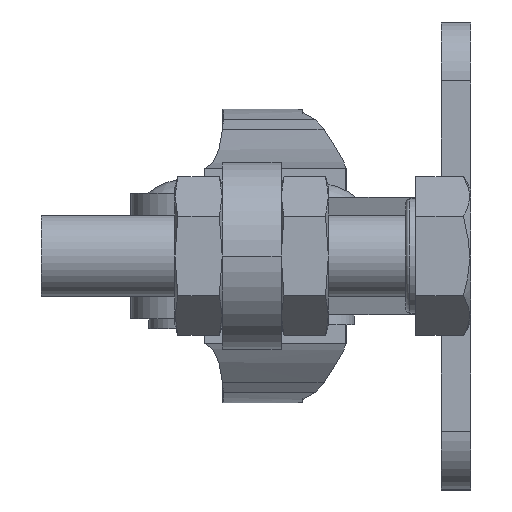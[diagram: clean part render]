
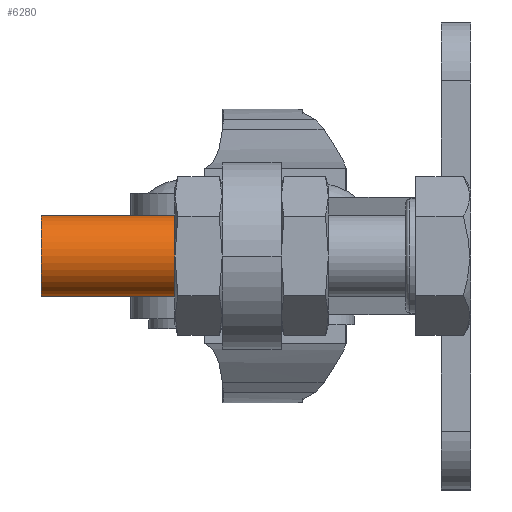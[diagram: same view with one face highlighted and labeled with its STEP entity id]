
A CAD part, left-side view. The second image highlights one B-rep face of the part: STEP entity #6280.
In plain terms, the highlighted cylindrical face has radius 2.05 mm (diameter 4.1 mm), a partial arc.
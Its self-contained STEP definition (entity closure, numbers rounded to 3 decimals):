
#202 = VERTEX_POINT ( 'NONE', #5192 ) ;
#251 = AXIS2_PLACEMENT_3D ( 'NONE', #3266, #3252, #3228 ) ;
#862 = LINE ( 'NONE', #4625, #8598 ) ;
#1166 = DIRECTION ( 'NONE',  ( 0., 0., -1. ) ) ;
#1175 = DIRECTION ( 'NONE',  ( 0., 1., 0. ) ) ;
#1198 = CARTESIAN_POINT ( 'NONE',  ( -18.25, 15.05, -1.5 ) ) ;
#1621 = VERTEX_POINT ( 'NONE', #5909 ) ;
#2577 = DIRECTION ( 'NONE',  ( 0., 0., -1. ) ) ;
#2589 = CARTESIAN_POINT ( 'NONE',  ( -18.25, 21.86, -1.5 ) ) ;
#2765 = VERTEX_POINT ( 'NONE', #4483 ) ;
#2783 = DIRECTION ( 'NONE',  ( 0., -1., 0. ) ) ;
#3044 = LINE ( 'NONE', #3900, #9118 ) ;
#3228 = DIRECTION ( 'NONE',  ( 0., 0., 1. ) ) ;
#3252 = DIRECTION ( 'NONE',  ( 0., 1., 0. ) ) ;
#3266 = CARTESIAN_POINT ( 'NONE',  ( -18.25, 21.86, -1.5 ) ) ;
#3900 = CARTESIAN_POINT ( 'NONE',  ( -18.25, 21.86, -3.55 ) ) ;
#3931 = DIRECTION ( 'NONE',  ( 0., -1., 0. ) ) ;
#4483 = CARTESIAN_POINT ( 'NONE',  ( -18.25, 21.86, -3.55 ) ) ;
#4599 = DIRECTION ( 'NONE',  ( 0., -1., 0. ) ) ;
#4625 = CARTESIAN_POINT ( 'NONE',  ( -18.25, 21.86, 0.55 ) ) ;
#4909 = EDGE_CURVE ( 'NONE', #202, #5815, #862, .T. ) ;
#4934 = EDGE_CURVE ( 'NONE', #2765, #1621, #3044, .T. ) ;
#5192 = CARTESIAN_POINT ( 'NONE',  ( -18.25, 21.86, 0.55 ) ) ;
#5772 = ORIENTED_EDGE ( 'NONE', *, *, #6352, .T. ) ;
#5815 = VERTEX_POINT ( 'NONE', #6227 ) ;
#5909 = CARTESIAN_POINT ( 'NONE',  ( -18.25, 15.05, -3.55 ) ) ;
#6022 = CIRCLE ( 'NONE', #251, 2.05 ) ;
#6034 = ORIENTED_EDGE ( 'NONE', *, *, #4934, .T. ) ;
#6054 = AXIS2_PLACEMENT_3D ( 'NONE', #1198, #1175, #1166 ) ;
#6227 = CARTESIAN_POINT ( 'NONE',  ( -18.25, 15.05, 0.55 ) ) ;
#6229 = ORIENTED_EDGE ( 'NONE', *, *, #7781, .F. ) ;
#6280 = ADVANCED_FACE ( 'NONE', ( #7588 ), #9203, .T. ) ;
#6318 = AXIS2_PLACEMENT_3D ( 'NONE', #2589, #2783, #2577 ) ;
#6352 = EDGE_CURVE ( 'NONE', #1621, #5815, #6578, .T. ) ;
#6523 = ORIENTED_EDGE ( 'NONE', *, *, #4909, .F. ) ;
#6578 = CIRCLE ( 'NONE', #6054, 2.05 ) ;
#7588 = FACE_OUTER_BOUND ( 'NONE', #7906, .T. ) ;
#7781 = EDGE_CURVE ( 'NONE', #2765, #202, #6022, .T. ) ;
#7906 = EDGE_LOOP ( 'NONE', ( #6523, #6229, #6034, #5772 ) ) ;
#8598 = VECTOR ( 'NONE', #4599, 1000. ) ;
#9118 = VECTOR ( 'NONE', #3931, 1000. ) ;
#9203 = CYLINDRICAL_SURFACE ( 'NONE', #6318, 2.05 ) ;
